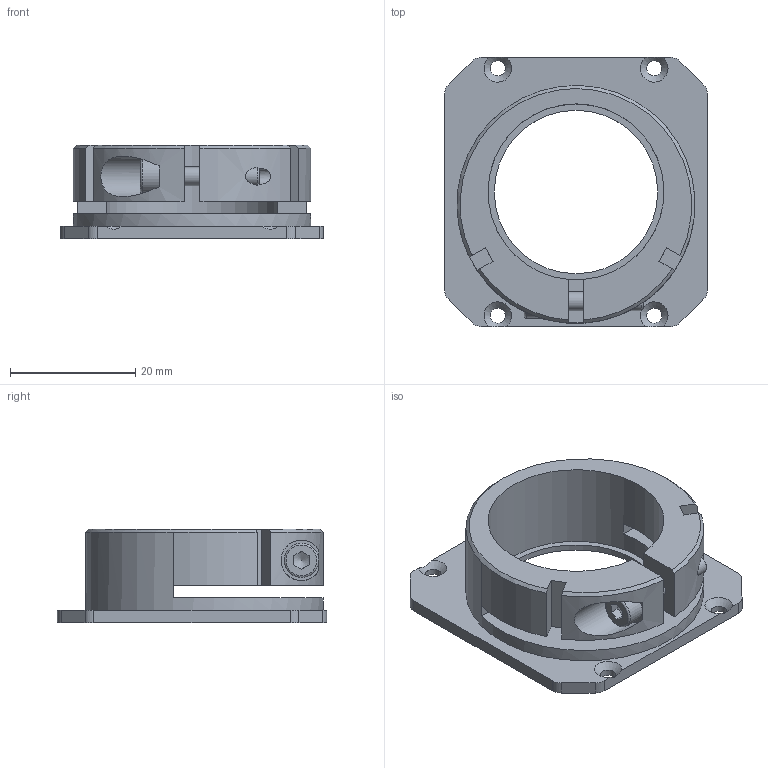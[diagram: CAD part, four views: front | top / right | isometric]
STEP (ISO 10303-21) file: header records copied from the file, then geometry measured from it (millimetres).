
FILE_DESCRIPTION(/* description */ (''),/* implementation_level */ '2;1');
FILE_NAME(/* name */ 'Adapter_STE30x30_TZO28.stp',/* time_stamp */ '2021-10-29T08:50:05+02:00',/* author */ (''),/* organization */ (''),/* preprocessor_version */ 'ST-DEVELOPER v16.5',/* originating_system */ 'Autodesk Inventor 2017',/* authorisation */ '');
FILE_SCHEMA (('AUTOMOTIVE_DESIGN { 1 0 10303 214 3 1 1 }'));
Length unit declared in the file: millimetre
Products named in the file (1): Adapter_STE30x30-TZO28
Bounding box: 42 x 43 x 15 mm (x, y, z)
Volume: 7848.7 mm3; surface area: 6454.8 mm2
Topology: 1 solids, 1 shells, 71 faces, 200 edges, 132 vertices
Faces by surface type: plane 35, cylinder 25, cone 9, torus 2
Full cylindrical faces by diameter (mm): 2.4 x4, 3 x1, 3.4 x1, 5.5 x1, 26.1 x1, 28.1 x1, 38 x1
Entity records: 2274 total; most frequent: CARTESIAN_POINT 483, DIRECTION 349, ORIENTED_EDGE 330, EDGE_CURVE 165, AXIS2_PLACEMENT_3D 129, VERTEX_POINT 117, EDGE_LOOP 100, LINE 91
